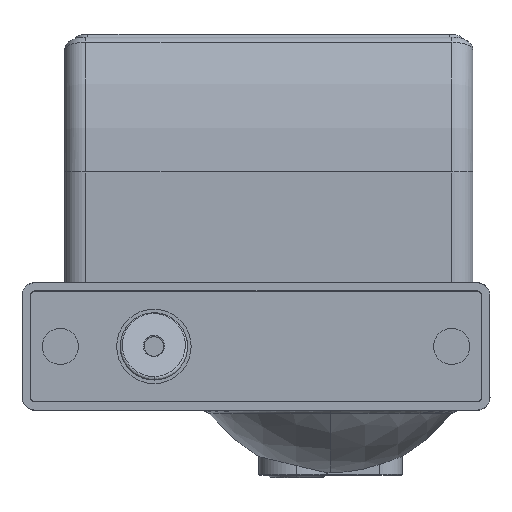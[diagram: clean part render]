
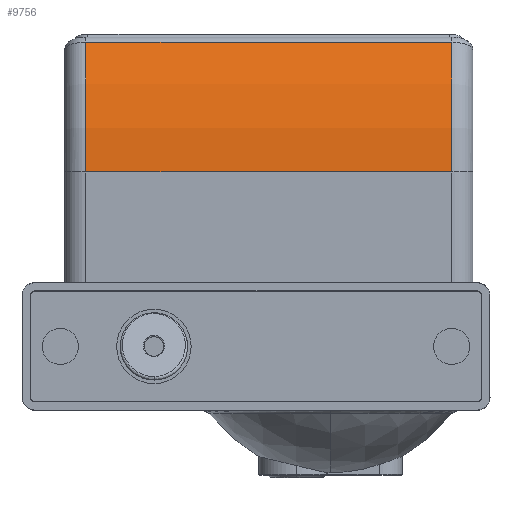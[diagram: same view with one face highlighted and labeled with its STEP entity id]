
A CAD part, left-side view. The second image highlights one B-rep face of the part: STEP entity #9756.
In plain terms, the highlighted cylindrical face has radius 77 mm (diameter 154 mm), a partial arc.
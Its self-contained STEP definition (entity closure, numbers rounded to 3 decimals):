
#263 = AXIS2_PLACEMENT_3D ( 'NONE', #8979, #9880, #10725 ) ;
#779 = VERTEX_POINT ( 'NONE', #2297 ) ;
#929 = CYLINDRICAL_SURFACE ( 'NONE', #4892, 77. ) ;
#984 = CARTESIAN_POINT ( 'NONE',  ( 80.002, 3.998, 40.996 ) ) ;
#1041 = DIRECTION ( 'NONE',  ( 0., 1., 0. ) ) ;
#1197 = LINE ( 'NONE', #6767, #5581 ) ;
#1387 = VERTEX_POINT ( 'NONE', #11754 ) ;
#1831 = CARTESIAN_POINT ( 'NONE',  ( 80.002, 94.998, 40.996 ) ) ;
#1990 = DIRECTION ( 'NONE',  ( 0., 0., -1. ) ) ;
#2297 = CARTESIAN_POINT ( 'NONE',  ( 3.002, 8.998, 40.996 ) ) ;
#4021 = ORIENTED_EDGE ( 'NONE', *, *, #11448, .T. ) ;
#4892 = AXIS2_PLACEMENT_3D ( 'NONE', #984, #1041, #1990 ) ;
#5051 = EDGE_CURVE ( 'NONE', #8407, #6898, #8732, .T. ) ;
#5581 = VECTOR ( 'NONE', #9512, 1000. ) ;
#6118 = EDGE_LOOP ( 'NONE', ( #10180, #4021, #9434, #7198 ) ) ;
#6437 = DIRECTION ( 'NONE',  ( 0., 0., -1. ) ) ;
#6445 = AXIS2_PLACEMENT_3D ( 'NONE', #1831, #7389, #6437 ) ;
#6459 = EDGE_CURVE ( 'NONE', #779, #1387, #9634, .T. ) ;
#6576 = LINE ( 'NONE', #9269, #11714 ) ;
#6690 = DIRECTION ( 'NONE',  ( 0., 1., 0. ) ) ;
#6767 = CARTESIAN_POINT ( 'NONE',  ( 9.302, 3.998, 71.5 ) ) ;
#6898 = VERTEX_POINT ( 'NONE', #10012 ) ;
#7198 = ORIENTED_EDGE ( 'NONE', *, *, #10613, .F. ) ;
#7386 = FACE_OUTER_BOUND ( 'NONE', #6118, .T. ) ;
#7389 = DIRECTION ( 'NONE',  ( 0., -1., 0. ) ) ;
#8407 = VERTEX_POINT ( 'NONE', #8484 ) ;
#8484 = CARTESIAN_POINT ( 'NONE',  ( 9.302, 94.998, 71.5 ) ) ;
#8732 = CIRCLE ( 'NONE', #6445, 77. ) ;
#8979 = CARTESIAN_POINT ( 'NONE',  ( 80.002, 8.998, 40.996 ) ) ;
#9269 = CARTESIAN_POINT ( 'NONE',  ( 3.002, 3.998, 40.996 ) ) ;
#9434 = ORIENTED_EDGE ( 'NONE', *, *, #5051, .T. ) ;
#9512 = DIRECTION ( 'NONE',  ( 0., 1., 0. ) ) ;
#9634 = CIRCLE ( 'NONE', #263, 77. ) ;
#9756 = ADVANCED_FACE ( 'NONE', ( #7386 ), #929, .T. ) ;
#9880 = DIRECTION ( 'NONE',  ( 0., 1., 0. ) ) ;
#10012 = CARTESIAN_POINT ( 'NONE',  ( 3.002, 94.998, 40.996 ) ) ;
#10180 = ORIENTED_EDGE ( 'NONE', *, *, #6459, .T. ) ;
#10613 = EDGE_CURVE ( 'NONE', #779, #6898, #6576, .T. ) ;
#10725 = DIRECTION ( 'NONE',  ( 0., 0., -1. ) ) ;
#11448 = EDGE_CURVE ( 'NONE', #1387, #8407, #1197, .T. ) ;
#11714 = VECTOR ( 'NONE', #6690, 1000. ) ;
#11754 = CARTESIAN_POINT ( 'NONE',  ( 9.302, 8.998, 71.5 ) ) ;
